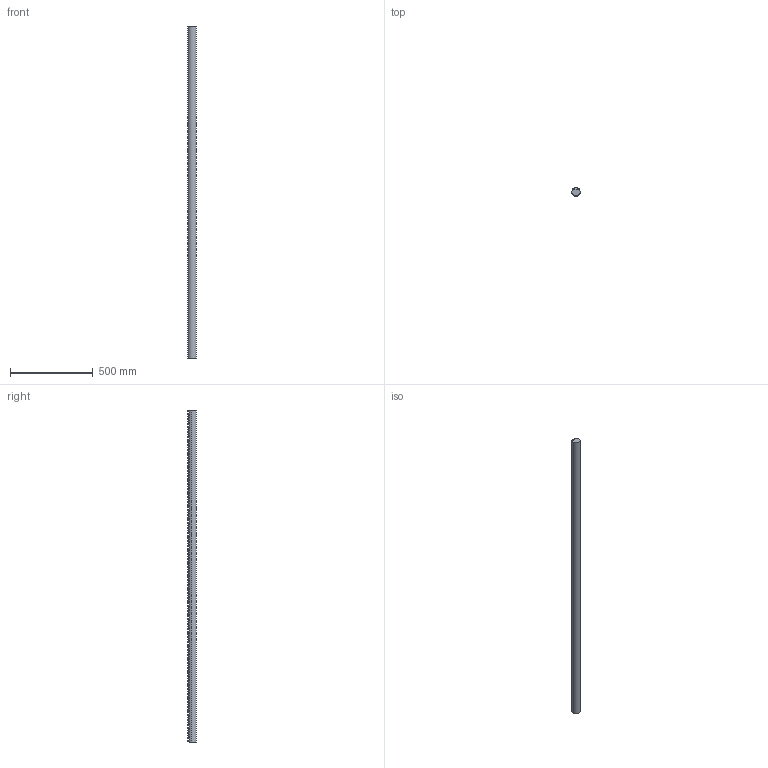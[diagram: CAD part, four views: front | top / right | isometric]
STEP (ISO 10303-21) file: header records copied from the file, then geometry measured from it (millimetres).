
FILE_DESCRIPTION (( 'STEP AP214' ), '1' );
FILE_NAME ('141-650-200.STEP', '2024-11-04T09:17:24', ( '' ), ( '' ), 'SwSTEP 2.0', 'SolidWorks 2021', '' );
FILE_SCHEMA (( 'AUTOMOTIVE_DESIGN' ));
Length unit declared in the file: millimetre
Products named in the file (1): 141-650-200
Bounding box: 50 x 49.96 x 2009.8 mm (x, y, z)
Volume: 3664913.4 mm3; surface area: 371863.1 mm2
Topology: 1 solids, 1 shells, 389 faces, 780 edges, 520 vertices
Faces by surface type: plane 387, cylinder 2
Entity records: 9914 total; most frequent: CARTESIAN_POINT 2458, ORIENTED_EDGE 1560, DIRECTION 1310, EDGE_CURVE 780, VERTEX_POINT 520, VECTOR 518, LINE 518, EDGE_LOOP 516
